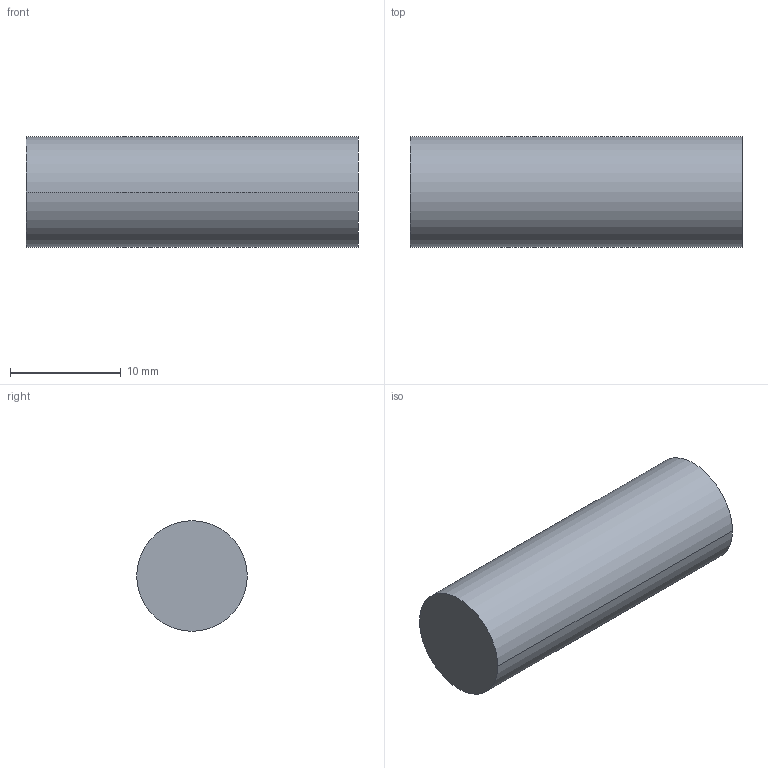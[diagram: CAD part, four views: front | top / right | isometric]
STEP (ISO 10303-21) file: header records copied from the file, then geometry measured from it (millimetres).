
FILE_DESCRIPTION(/* description */ ('VariCAD 2010-3.03 AP-214'),/* implementation_level */ '2;1');
FILE_NAME(/* name */ 'cylinder',/* time_stamp */ '2010-12-21T13:08:43+00:00',/* author */ (''),/* organization */ (''),/* preprocessor_version */ 'ST-DEVELOPER v12',/* originating_system */ 'VariCAD 2010-3.03; kernel version (20100102)',/* authorisation */ '');
FILE_SCHEMA (('AUTOMOTIVE_DESIGN'));
Length unit declared in the file: millimetre
Products named in the file (1): Part
Bounding box: 30 x 10 x 10 mm (x, y, z)
Volume: 2356.2 mm3; surface area: 1099.6 mm2
Topology: 1 solids, 1 shells, 4 faces, 6 edges, 4 vertices
Faces by surface type: cylinder 2, plane 2
Entity records: 121 total; most frequent: DIRECTION 22, CARTESIAN_POINT 16, ORIENTED_EDGE 12, AXIS2_PLACEMENT_3D 10, EDGE_CURVE 6, ADVANCED_FACE 4, FACE_OUTER_BOUND 4, EDGE_LOOP 4
